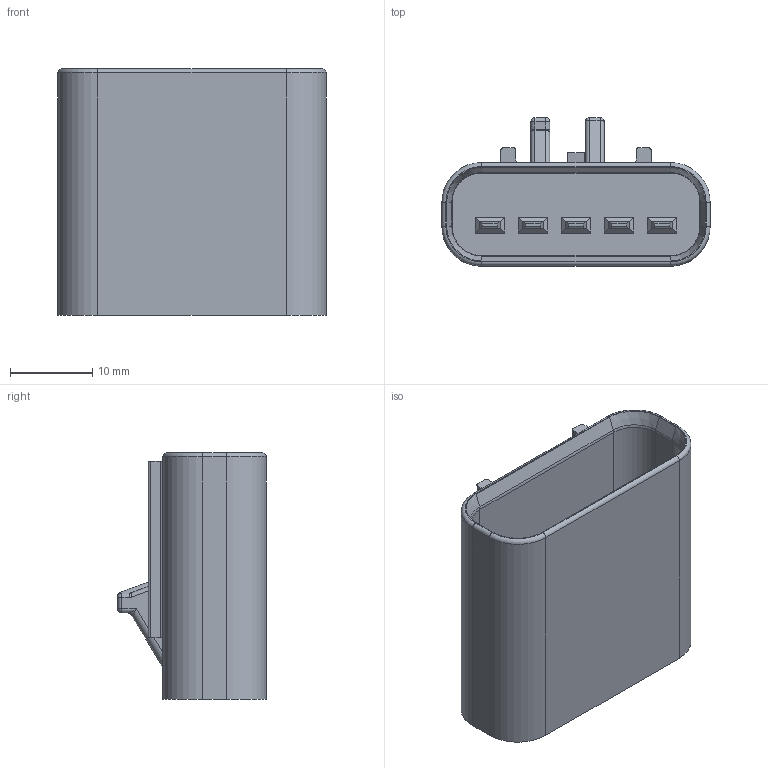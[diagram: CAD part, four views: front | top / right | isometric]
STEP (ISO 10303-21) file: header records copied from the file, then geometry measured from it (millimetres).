
FILE_DESCRIPTION((''),'2;1');
FILE_NAME('PCI0166877','2012-03-14T',('sramasam'),('FCI - Novi'),'PRO/ENGINEER BY PARAMETRIC TECHNOLOGY CORPORATION, 2009400','PRO/ENGINEER BY PARAMETRIC TECHNOLOGY CORPORATION, 2009400','');
FILE_SCHEMA(('CONFIG_CONTROL_DESIGN'));
Length unit declared in the file: millimetre
Products named in the file (1): PCI0166877
Bounding box: 32.7 x 18.1 x 30 mm (x, y, z)
Volume: 6445.1 mm3; surface area: 5218.1 mm2
Topology: 1 solids, 1 shells, 194 faces, 463 edges, 282 vertices
Faces by surface type: plane 98, cylinder 68, torus 10, sphere 8, bspline 6, cone 4
Entity records: 5963 total; most frequent: CARTESIAN_POINT 1453, ORIENTED_EDGE 926, DIRECTION 925, EDGE_CURVE 463, AXIS2_PLACEMENT_3D 312, VECTOR 301, LINE 301, VERTEX_POINT 282
